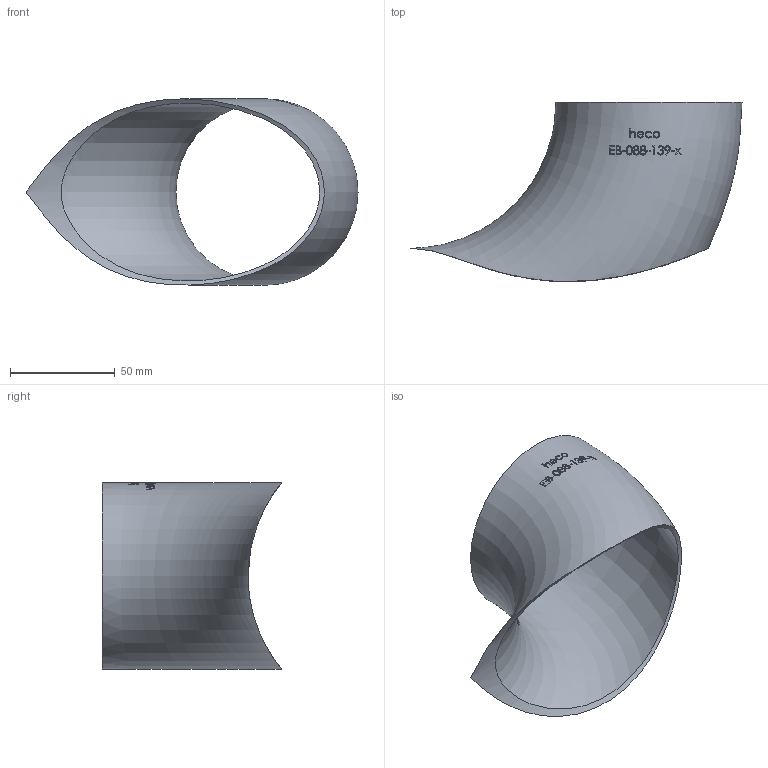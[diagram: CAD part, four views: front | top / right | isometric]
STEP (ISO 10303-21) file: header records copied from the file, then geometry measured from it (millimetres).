
FILE_DESCRIPTION (( 'STEP AP214' ), '1' );
FILE_NAME ('EB-088-139-x Einschweißbogen 1901.STEP', '2019-01-14T10:17:16', ( '' ), ( '' ), 'SwSTEP 2.0', 'SolidWorks 2016', '' );
FILE_SCHEMA (( 'AUTOMOTIVE_DESIGN' ));
Length unit declared in the file: millimetre
Products named in the file (1): EB-088-139-x Einschweißbogen 1901
Bounding box: 158.45 x 85.52 x 88.91 mm (x, y, z)
Volume: 49130.8 mm3; surface area: 51037.5 mm2
Topology: 1 solids, 1 shells, 211 faces, 557 edges, 372 vertices
Faces by surface type: bspline 110, plane 71, torus 29, cylinder 1
Entity records: 12960 total; most frequent: CARTESIAN_POINT 6657, ORIENTED_EDGE 1088, EDGE_CURVE 544, DIRECTION 386, VERTEX_POINT 364, B_SPLINE_CURVE_WITH_KNOTS 362, EDGE_LOOP 240, FACE_OUTER_BOUND 212
